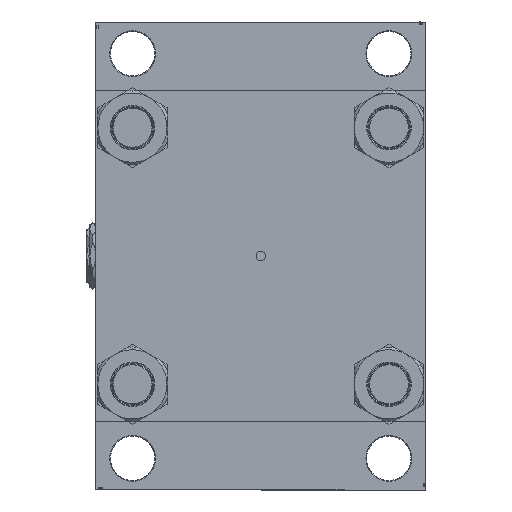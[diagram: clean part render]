
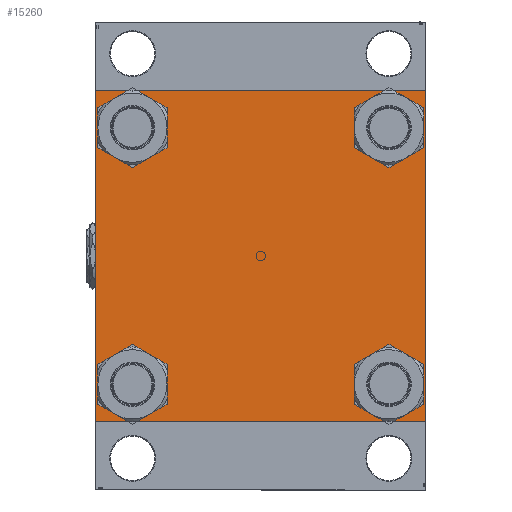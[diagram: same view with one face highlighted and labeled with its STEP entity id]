
A CAD part, left-side view. The second image highlights one B-rep face of the part: STEP entity #15260.
In plain terms, the highlighted planar face has unit normal (-1, 0, 0).
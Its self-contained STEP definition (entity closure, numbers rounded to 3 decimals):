
#244 = FACE_BOUND ( 'NONE', #19553, .T. ) ;
#1058 = CARTESIAN_POINT ( 'NONE',  ( 0., -122.5, 122.5 ) ) ;
#1171 = VERTEX_POINT ( 'NONE', #27120 ) ;
#1468 = VERTEX_POINT ( 'NONE', #14609 ) ;
#2986 = ORIENTED_EDGE ( 'NONE', *, *, #7654, .T. ) ;
#3052 = ORIENTED_EDGE ( 'NONE', *, *, #17239, .T. ) ;
#3254 = AXIS2_PLACEMENT_3D ( 'NONE', #25327, #40323, #9370 ) ;
#3692 = AXIS2_PLACEMENT_3D ( 'NONE', #41919, #33932, #7215 ) ;
#3980 = FACE_BOUND ( 'NONE', #11962, .T. ) ;
#4156 = AXIS2_PLACEMENT_3D ( 'NONE', #33707, #19467, #11204 ) ;
#4473 = EDGE_LOOP ( 'NONE', ( #41974, #44909 ) ) ;
#4698 = EDGE_CURVE ( 'NONE', #1171, #42772, #27973, .T. ) ;
#5169 = CARTESIAN_POINT ( 'NONE',  ( 0., -122.25, -122.25 ) ) ;
#5797 = VERTEX_POINT ( 'NONE', #41936 ) ;
#5924 = EDGE_CURVE ( 'NONE', #14182, #44849, #36858, .T. ) ;
#7215 = DIRECTION ( 'NONE',  ( 0., 0., 1. ) ) ;
#7348 = CARTESIAN_POINT ( 'NONE',  ( 0., -122.5, 122. ) ) ;
#7502 = CARTESIAN_POINT ( 'NONE',  ( 0., 122.5, 122. ) ) ;
#7505 = PLANE ( 'NONE',  #38722 ) ;
#7654 = EDGE_CURVE ( 'NONE', #29809, #15746, #34537, .T. ) ;
#9047 = EDGE_CURVE ( 'NONE', #22846, #35481, #16106, .T. ) ;
#9370 = DIRECTION ( 'NONE',  ( 0., 0., 1. ) ) ;
#9772 = EDGE_LOOP ( 'NONE', ( #42410, #36609, #31711, #27819, #25264, #3052, #41835, #20591 ) ) ;
#9898 = LINE ( 'NONE', #24408, #16276 ) ;
#10772 = DIRECTION ( 'NONE',  ( 1., 0., 0. ) ) ;
#10924 = ORIENTED_EDGE ( 'NONE', *, *, #18542, .T. ) ;
#11030 = VECTOR ( 'NONE', #27634, 1000. ) ;
#11204 = DIRECTION ( 'NONE',  ( 0., 0., 1. ) ) ;
#11683 = VECTOR ( 'NONE', #43278, 1000. ) ;
#11962 = EDGE_LOOP ( 'NONE', ( #31230, #37547 ) ) ;
#12591 = LINE ( 'NONE', #19605, #29644 ) ;
#12870 = CARTESIAN_POINT ( 'NONE',  ( 0., 95.1, -95.1 ) ) ;
#12946 = CARTESIAN_POINT ( 'NONE',  ( 0., -95.1, -95.1 ) ) ;
#13066 = CIRCLE ( 'NONE', #18664, 15.5 ) ;
#13103 = VERTEX_POINT ( 'NONE', #47284 ) ;
#14182 = VERTEX_POINT ( 'NONE', #42700 ) ;
#14370 = CARTESIAN_POINT ( 'NONE',  ( 0., -95.1, 79.6 ) ) ;
#14468 = CARTESIAN_POINT ( 'NONE',  ( 0., 122.25, -122.25 ) ) ;
#14497 = DIRECTION ( 'NONE',  ( 0., 0., 1. ) ) ;
#14609 = CARTESIAN_POINT ( 'NONE',  ( 0., 122.5, -122. ) ) ;
#14744 = CARTESIAN_POINT ( 'NONE',  ( 0., 0., 0. ) ) ;
#15260 = ADVANCED_FACE ( 'NONE', ( #49182, #3980, #244, #41959, #37962 ), #7505, .T. ) ;
#15732 = CIRCLE ( 'NONE', #21312, 15.5 ) ;
#15746 = VERTEX_POINT ( 'NONE', #49044 ) ;
#16106 = CIRCLE ( 'NONE', #23371, 15.5 ) ;
#16276 = VECTOR ( 'NONE', #21143, 1000. ) ;
#16899 = EDGE_CURVE ( 'NONE', #38711, #5797, #31544, .T. ) ;
#17239 = EDGE_CURVE ( 'NONE', #38711, #13103, #19450, .T. ) ;
#18542 = EDGE_CURVE ( 'NONE', #15746, #29809, #15732, .T. ) ;
#18664 = AXIS2_PLACEMENT_3D ( 'NONE', #28339, #43584, #24349 ) ;
#19450 = LINE ( 'NONE', #30687, #49150 ) ;
#19467 = DIRECTION ( 'NONE',  ( 1., 0., 0. ) ) ;
#19553 = EDGE_LOOP ( 'NONE', ( #2986, #10924 ) ) ;
#19605 = CARTESIAN_POINT ( 'NONE',  ( 0., 122.5, -122.5 ) ) ;
#19842 = ORIENTED_EDGE ( 'NONE', *, *, #34319, .T. ) ;
#20561 = EDGE_CURVE ( 'NONE', #44849, #14182, #40380, .T. ) ;
#20591 = ORIENTED_EDGE ( 'NONE', *, *, #4698, .T. ) ;
#21143 = DIRECTION ( 'NONE',  ( 0., 0., -1. ) ) ;
#21281 = CARTESIAN_POINT ( 'NONE',  ( 0., -95.1, -110.6 ) ) ;
#21312 = AXIS2_PLACEMENT_3D ( 'NONE', #12870, #39352, #28101 ) ;
#21821 = VERTEX_POINT ( 'NONE', #30453 ) ;
#22068 = CARTESIAN_POINT ( 'NONE',  ( 0., 95.1, -79.6 ) ) ;
#22846 = VERTEX_POINT ( 'NONE', #42743 ) ;
#23371 = AXIS2_PLACEMENT_3D ( 'NONE', #31816, #24316, #34638 ) ;
#24316 = DIRECTION ( 'NONE',  ( 1., 0., 0. ) ) ;
#24349 = DIRECTION ( 'NONE',  ( 0., 0., 1. ) ) ;
#24408 = CARTESIAN_POINT ( 'NONE',  ( 0., 122.5, 122.5 ) ) ;
#25264 = ORIENTED_EDGE ( 'NONE', *, *, #16899, .F. ) ;
#25327 = CARTESIAN_POINT ( 'NONE',  ( 0., 95.1, 95.1 ) ) ;
#25475 = EDGE_CURVE ( 'NONE', #37107, #5797, #39620, .T. ) ;
#25600 = CARTESIAN_POINT ( 'NONE',  ( 0., 122., -122.5 ) ) ;
#25993 = CARTESIAN_POINT ( 'NONE',  ( 0., 95.1, -95.1 ) ) ;
#26099 = VERTEX_POINT ( 'NONE', #26778 ) ;
#26236 = DIRECTION ( 'NONE',  ( 0., 0., 1. ) ) ;
#26778 = CARTESIAN_POINT ( 'NONE',  ( 0., 95.1, 110.6 ) ) ;
#26988 = ORIENTED_EDGE ( 'NONE', *, *, #37947, .T. ) ;
#27120 = CARTESIAN_POINT ( 'NONE',  ( 0., 122., 122.5 ) ) ;
#27338 = DIRECTION ( 'NONE',  ( 0., -1., 0. ) ) ;
#27634 = DIRECTION ( 'NONE',  ( 0., -0.707, 0.707 ) ) ;
#27819 = ORIENTED_EDGE ( 'NONE', *, *, #25475, .T. ) ;
#27973 = LINE ( 'NONE', #46950, #33603 ) ;
#28101 = DIRECTION ( 'NONE',  ( 0., 0., 1. ) ) ;
#28339 = CARTESIAN_POINT ( 'NONE',  ( 0., 95.1, 95.1 ) ) ;
#28651 = DIRECTION ( 'NONE',  ( 0., 0., 1. ) ) ;
#29644 = VECTOR ( 'NONE', #27338, 1000. ) ;
#29809 = VERTEX_POINT ( 'NONE', #22068 ) ;
#30365 = VECTOR ( 'NONE', #41867, 1000. ) ;
#30453 = CARTESIAN_POINT ( 'NONE',  ( 0., 95.1, 79.6 ) ) ;
#30687 = CARTESIAN_POINT ( 'NONE',  ( 0., -122.25, 122.25 ) ) ;
#31230 = ORIENTED_EDGE ( 'NONE', *, *, #5924, .T. ) ;
#31544 = LINE ( 'NONE', #1058, #11683 ) ;
#31711 = ORIENTED_EDGE ( 'NONE', *, *, #35618, .T. ) ;
#31816 = CARTESIAN_POINT ( 'NONE',  ( 0., -95.1, 95.1 ) ) ;
#32100 = CIRCLE ( 'NONE', #4156, 15.5 ) ;
#33603 = VECTOR ( 'NONE', #39958, 1000. ) ;
#33686 = DIRECTION ( 'NONE',  ( 0., 0.707, 0.707 ) ) ;
#33707 = CARTESIAN_POINT ( 'NONE',  ( 0., -95.1, 95.1 ) ) ;
#33932 = DIRECTION ( 'NONE',  ( 1., 0., 0. ) ) ;
#33970 = EDGE_CURVE ( 'NONE', #1468, #35464, #36708, .T. ) ;
#34014 = LINE ( 'NONE', #35006, #42218 ) ;
#34319 = EDGE_CURVE ( 'NONE', #21821, #26099, #45551, .T. ) ;
#34537 = CIRCLE ( 'NONE', #40871, 15.5 ) ;
#34638 = DIRECTION ( 'NONE',  ( 0., 0., 1. ) ) ;
#34763 = DIRECTION ( 'NONE',  ( 0., -1., 0. ) ) ;
#35006 = CARTESIAN_POINT ( 'NONE',  ( 0., 122.5, 122.5 ) ) ;
#35464 = VERTEX_POINT ( 'NONE', #25600 ) ;
#35481 = VERTEX_POINT ( 'NONE', #14370 ) ;
#35618 = EDGE_CURVE ( 'NONE', #35464, #37107, #12591, .T. ) ;
#36609 = ORIENTED_EDGE ( 'NONE', *, *, #33970, .T. ) ;
#36708 = LINE ( 'NONE', #14468, #30365 ) ;
#36858 = CIRCLE ( 'NONE', #47187, 15.5 ) ;
#37107 = VERTEX_POINT ( 'NONE', #38218 ) ;
#37547 = ORIENTED_EDGE ( 'NONE', *, *, #20561, .T. ) ;
#37633 = EDGE_CURVE ( 'NONE', #42772, #1468, #9898, .T. ) ;
#37947 = EDGE_CURVE ( 'NONE', #26099, #21821, #13066, .T. ) ;
#37962 = FACE_OUTER_BOUND ( 'NONE', #9772, .T. ) ;
#38218 = CARTESIAN_POINT ( 'NONE',  ( 0., -122., -122.5 ) ) ;
#38711 = VERTEX_POINT ( 'NONE', #7348 ) ;
#38722 = AXIS2_PLACEMENT_3D ( 'NONE', #14744, #48694, #14497 ) ;
#39352 = DIRECTION ( 'NONE',  ( 1., 0., 0. ) ) ;
#39620 = LINE ( 'NONE', #5169, #11030 ) ;
#39938 = EDGE_CURVE ( 'NONE', #1171, #13103, #34014, .T. ) ;
#39958 = DIRECTION ( 'NONE',  ( 0., 0.707, -0.707 ) ) ;
#40323 = DIRECTION ( 'NONE',  ( 1., 0., 0. ) ) ;
#40380 = CIRCLE ( 'NONE', #3692, 15.5 ) ;
#40871 = AXIS2_PLACEMENT_3D ( 'NONE', #25993, #10772, #26236 ) ;
#41835 = ORIENTED_EDGE ( 'NONE', *, *, #39938, .F. ) ;
#41867 = DIRECTION ( 'NONE',  ( 0., -0.707, -0.707 ) ) ;
#41919 = CARTESIAN_POINT ( 'NONE',  ( 0., -95.1, -95.1 ) ) ;
#41936 = CARTESIAN_POINT ( 'NONE',  ( 0., -122.5, -122. ) ) ;
#41959 = FACE_BOUND ( 'NONE', #46074, .T. ) ;
#41974 = ORIENTED_EDGE ( 'NONE', *, *, #9047, .T. ) ;
#42218 = VECTOR ( 'NONE', #34763, 1000. ) ;
#42410 = ORIENTED_EDGE ( 'NONE', *, *, #37633, .T. ) ;
#42700 = CARTESIAN_POINT ( 'NONE',  ( 0., -95.1, -79.6 ) ) ;
#42743 = CARTESIAN_POINT ( 'NONE',  ( 0., -95.1, 110.6 ) ) ;
#42772 = VERTEX_POINT ( 'NONE', #7502 ) ;
#43278 = DIRECTION ( 'NONE',  ( 0., 0., -1. ) ) ;
#43584 = DIRECTION ( 'NONE',  ( 1., 0., 0. ) ) ;
#44152 = DIRECTION ( 'NONE',  ( 1., 0., 0. ) ) ;
#44849 = VERTEX_POINT ( 'NONE', #21281 ) ;
#44909 = ORIENTED_EDGE ( 'NONE', *, *, #45275, .T. ) ;
#45275 = EDGE_CURVE ( 'NONE', #35481, #22846, #32100, .T. ) ;
#45551 = CIRCLE ( 'NONE', #3254, 15.5 ) ;
#46074 = EDGE_LOOP ( 'NONE', ( #26988, #19842 ) ) ;
#46950 = CARTESIAN_POINT ( 'NONE',  ( 0., 122.25, 122.25 ) ) ;
#47187 = AXIS2_PLACEMENT_3D ( 'NONE', #12946, #44152, #28651 ) ;
#47284 = CARTESIAN_POINT ( 'NONE',  ( 0., -122., 122.5 ) ) ;
#48694 = DIRECTION ( 'NONE',  ( -1., 0., 0. ) ) ;
#49044 = CARTESIAN_POINT ( 'NONE',  ( 0., 95.1, -110.6 ) ) ;
#49150 = VECTOR ( 'NONE', #33686, 1000. ) ;
#49182 = FACE_BOUND ( 'NONE', #4473, .T. ) ;
